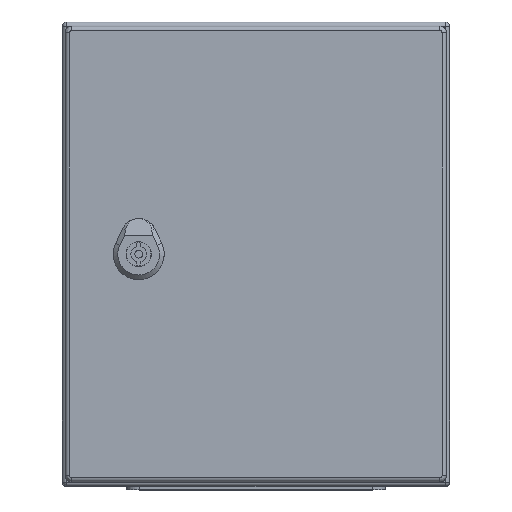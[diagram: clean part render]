
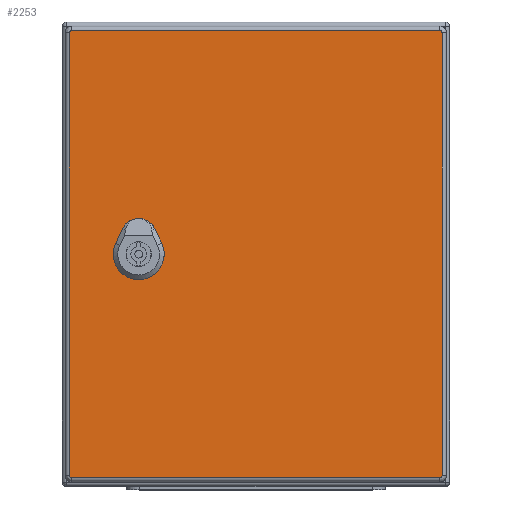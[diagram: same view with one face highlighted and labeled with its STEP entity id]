
A CAD part, top view. The second image highlights one B-rep face of the part: STEP entity #2253.
In plain terms, the highlighted face is planar.
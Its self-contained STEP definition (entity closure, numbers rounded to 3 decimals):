
#1349=FACE_BOUND('',#3354,.T.);
#1350=FACE_BOUND('',#3355,.T.);
#1864=CIRCLE('',#9001,11.25);
#1865=CIRCLE('',#9002,11.25);
#1866=CIRCLE('',#9003,11.25);
#1867=CIRCLE('',#9004,11.25);
#1868=CIRCLE('',#9005,1.4);
#1869=CIRCLE('',#9006,1.4);
#1870=CIRCLE('',#9007,1.4);
#1871=CIRCLE('',#9008,1.4);
#2253=ADVANCED_FACE('',(#1349,#1350),#2510,.F.);
#2510=PLANE('',#9009);
#3354=EDGE_LOOP('',(#4804,#4805,#4806,#4807,#4808,#4809,#4810,#4811));
#3355=EDGE_LOOP('',(#4812,#4813,#4814,#4815,#4816,#4817,#4818,#4819));
#4804=ORIENTED_EDGE('',*,*,#6955,.T.);
#4805=ORIENTED_EDGE('',*,*,#6956,.T.);
#4806=ORIENTED_EDGE('',*,*,#6957,.T.);
#4807=ORIENTED_EDGE('',*,*,#6958,.T.);
#4808=ORIENTED_EDGE('',*,*,#6959,.T.);
#4809=ORIENTED_EDGE('',*,*,#6960,.T.);
#4810=ORIENTED_EDGE('',*,*,#6961,.T.);
#4811=ORIENTED_EDGE('',*,*,#6962,.T.);
#4812=ORIENTED_EDGE('',*,*,#6963,.F.);
#4813=ORIENTED_EDGE('',*,*,#6964,.F.);
#4814=ORIENTED_EDGE('',*,*,#6965,.F.);
#4815=ORIENTED_EDGE('',*,*,#6966,.F.);
#4816=ORIENTED_EDGE('',*,*,#6967,.F.);
#4817=ORIENTED_EDGE('',*,*,#6968,.F.);
#4818=ORIENTED_EDGE('',*,*,#6969,.F.);
#4819=ORIENTED_EDGE('',*,*,#6970,.F.);
#6060=VERTEX_POINT('',#13403);
#6061=VERTEX_POINT('',#13404);
#6062=VERTEX_POINT('',#13406);
#6063=VERTEX_POINT('',#13408);
#6064=VERTEX_POINT('',#13410);
#6065=VERTEX_POINT('',#13412);
#6066=VERTEX_POINT('',#13414);
#6067=VERTEX_POINT('',#13416);
#6068=VERTEX_POINT('',#13419);
#6069=VERTEX_POINT('',#13420);
#6070=VERTEX_POINT('',#13422);
#6071=VERTEX_POINT('',#13424);
#6072=VERTEX_POINT('',#13426);
#6073=VERTEX_POINT('',#13428);
#6074=VERTEX_POINT('',#13430);
#6075=VERTEX_POINT('',#13432);
#6955=EDGE_CURVE('',#6060,#6061,#7652,.T.);
#6956=EDGE_CURVE('',#6061,#6062,#1864,.T.);
#6957=EDGE_CURVE('',#6062,#6063,#7653,.T.);
#6958=EDGE_CURVE('',#6063,#6064,#1865,.T.);
#6959=EDGE_CURVE('',#6064,#6065,#7654,.T.);
#6960=EDGE_CURVE('',#6065,#6066,#1866,.T.);
#6961=EDGE_CURVE('',#6066,#6067,#7655,.T.);
#6962=EDGE_CURVE('',#6067,#6060,#1867,.T.);
#6963=EDGE_CURVE('',#6068,#6069,#1868,.T.);
#6964=EDGE_CURVE('',#6070,#6068,#7656,.T.);
#6965=EDGE_CURVE('',#6071,#6070,#1869,.T.);
#6966=EDGE_CURVE('',#6072,#6071,#7657,.T.);
#6967=EDGE_CURVE('',#6073,#6072,#1870,.T.);
#6968=EDGE_CURVE('',#6074,#6073,#7658,.T.);
#6969=EDGE_CURVE('',#6075,#6074,#1871,.T.);
#6970=EDGE_CURVE('',#6069,#6075,#7659,.T.);
#7652=LINE('',#13402,#8213);
#7653=LINE('',#13407,#8214);
#7654=LINE('',#13411,#8215);
#7655=LINE('',#13415,#8216);
#7656=LINE('',#13421,#8217);
#7657=LINE('',#13425,#8218);
#7658=LINE('',#13429,#8219);
#7659=LINE('',#13433,#8220);
#8213=VECTOR('',#10779,1.);
#8214=VECTOR('',#10782,1.);
#8215=VECTOR('',#10785,1.);
#8216=VECTOR('',#10788,1.);
#8217=VECTOR('',#10793,1.);
#8218=VECTOR('',#10796,1.);
#8219=VECTOR('',#10799,1.);
#8220=VECTOR('',#10802,1.);
#9001=AXIS2_PLACEMENT_3D('',#13405,#10780,#10781);
#9002=AXIS2_PLACEMENT_3D('',#13409,#10783,#10784);
#9003=AXIS2_PLACEMENT_3D('',#13413,#10786,#10787);
#9004=AXIS2_PLACEMENT_3D('',#13417,#10789,#10790);
#9005=AXIS2_PLACEMENT_3D('',#13418,#10791,#10792);
#9006=AXIS2_PLACEMENT_3D('',#13423,#10794,#10795);
#9007=AXIS2_PLACEMENT_3D('',#13427,#10797,#10798);
#9008=AXIS2_PLACEMENT_3D('',#13431,#10800,#10801);
#9009=AXIS2_PLACEMENT_3D('',#13434,#10803,#10804);
#10779=DIRECTION('',(-1.,0.,0.));
#10780=DIRECTION('',(0.,0.,1.));
#10781=DIRECTION('',(1.,0.,0.));
#10782=DIRECTION('',(0.,-1.,0.));
#10783=DIRECTION('',(0.,0.,1.));
#10784=DIRECTION('',(1.,0.,0.));
#10785=DIRECTION('',(1.,0.,0.));
#10786=DIRECTION('',(0.,0.,1.));
#10787=DIRECTION('',(1.,0.,0.));
#10788=DIRECTION('',(0.,1.,0.));
#10789=DIRECTION('',(0.,0.,1.));
#10790=DIRECTION('',(1.,0.,0.));
#10791=DIRECTION('',(0.,0.,1.));
#10792=DIRECTION('',(1.,0.,0.));
#10793=DIRECTION('',(0.,-1.,0.));
#10794=DIRECTION('',(0.,0.,1.));
#10795=DIRECTION('',(1.,0.,0.));
#10796=DIRECTION('',(-1.,0.,0.));
#10797=DIRECTION('',(0.,0.,1.));
#10798=DIRECTION('',(1.,0.,0.));
#10799=DIRECTION('',(0.,1.,0.));
#10800=DIRECTION('',(0.,0.,1.));
#10801=DIRECTION('',(1.,0.,0.));
#10802=DIRECTION('',(1.,0.,0.));
#10803=DIRECTION('',(0.,0.,1.));
#10804=DIRECTION('',(1.,0.,0.));
#13402=CARTESIAN_POINT('',(-118.95,10.2,0.));
#13403=CARTESIAN_POINT('',(80.396,10.2,0.));
#13404=CARTESIAN_POINT('',(70.904,10.2,0.));
#13405=CARTESIAN_POINT('',(75.65,0.,0.));
#13406=CARTESIAN_POINT('',(65.45,4.746,0.));
#13407=CARTESIAN_POINT('',(65.45,143.,0.));
#13408=CARTESIAN_POINT('',(65.45,-4.746,0.));
#13409=CARTESIAN_POINT('',(75.65,0.,0.));
#13410=CARTESIAN_POINT('',(70.904,-10.2,0.));
#13411=CARTESIAN_POINT('',(-118.95,-10.2,0.));
#13412=CARTESIAN_POINT('',(80.396,-10.2,0.));
#13413=CARTESIAN_POINT('',(75.65,0.,0.));
#13414=CARTESIAN_POINT('',(85.85,-4.746,0.));
#13415=CARTESIAN_POINT('',(85.85,143.,0.));
#13416=CARTESIAN_POINT('',(85.85,4.746,0.));
#13417=CARTESIAN_POINT('',(75.65,0.,0.));
#13418=CARTESIAN_POINT('',(-118.95,-143.,0.));
#13419=CARTESIAN_POINT('',(-120.35,-143.,0.));
#13420=CARTESIAN_POINT('',(-118.95,-144.4,0.));
#13421=CARTESIAN_POINT('',(-120.35,143.,0.));
#13422=CARTESIAN_POINT('',(-120.35,143.,0.));
#13423=CARTESIAN_POINT('',(-118.95,143.,0.));
#13424=CARTESIAN_POINT('',(-118.95,144.4,0.));
#13425=CARTESIAN_POINT('',(118.95,144.4,0.));
#13426=CARTESIAN_POINT('',(118.95,144.4,0.));
#13427=CARTESIAN_POINT('',(118.95,143.,0.));
#13428=CARTESIAN_POINT('',(120.35,143.,0.));
#13429=CARTESIAN_POINT('',(120.35,-143.,0.));
#13430=CARTESIAN_POINT('',(120.35,-143.,0.));
#13431=CARTESIAN_POINT('',(118.95,-143.,0.));
#13432=CARTESIAN_POINT('',(118.95,-144.4,0.));
#13433=CARTESIAN_POINT('',(-118.95,-144.4,0.));
#13434=CARTESIAN_POINT('',(-118.95,143.,0.));
